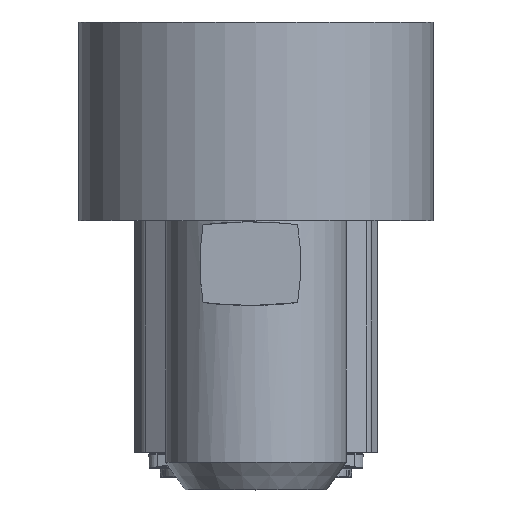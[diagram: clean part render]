
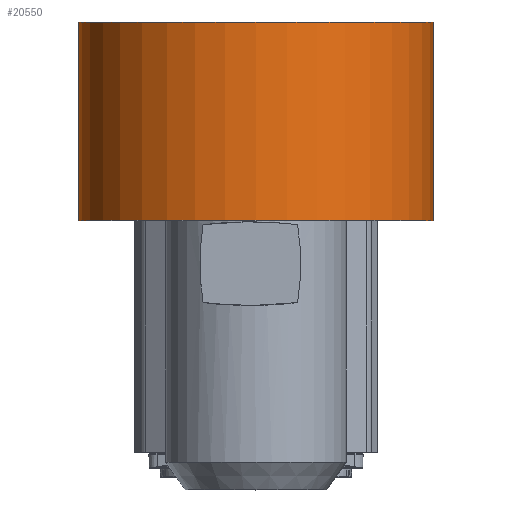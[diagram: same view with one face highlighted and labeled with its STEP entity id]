
A CAD part, top view. The second image highlights one B-rep face of the part: STEP entity #20550.
In plain terms, the highlighted cylindrical face has radius 307.5 mm (diameter 615 mm), a partial arc.
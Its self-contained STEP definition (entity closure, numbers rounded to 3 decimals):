
#1950=CARTESIAN_POINT('',(0.,-143.3,0.));
#1951=DIRECTION('',(0.,1.,0.));
#1952=DIRECTION('',(-1.,0.,0.));
#1953=AXIS2_PLACEMENT_3D('',#1950,#1951,#1952);
#2183=DIRECTION('',(0.,-1.,0.));
#2184=VECTOR('',#2183,344.4);
#2185=CARTESIAN_POINT('',(-307.5,201.1,0.));
#2186=LINE('',#2185,#2184);
#6453=DIRECTION('',(0.,-1.,0.));
#6454=VECTOR('',#6453,344.4);
#6455=CARTESIAN_POINT('',(307.5,201.1,0.));
#6456=LINE('',#6455,#6454);
#6457=CARTESIAN_POINT('',(0.,201.1,0.));
#6458=DIRECTION('',(0.,-1.,0.));
#6459=DIRECTION('',(1.,0.,0.));
#6460=AXIS2_PLACEMENT_3D('',#6457,#6458,#6459);
#8042=CARTESIAN_POINT('',(-307.5,-143.3,0.));
#8043=CARTESIAN_POINT('',(307.5,-143.3,0.));
#8044=VERTEX_POINT('',#8042);
#8045=VERTEX_POINT('',#8043);
#8129=CARTESIAN_POINT('',(307.5,201.1,0.));
#8130=VERTEX_POINT('',#8129);
#8131=CARTESIAN_POINT('',(-307.5,201.1,0.));
#8132=VERTEX_POINT('',#8131);
#20538=CARTESIAN_POINT('',(0.,201.1,0.));
#20539=DIRECTION('',(0.,1.,0.));
#20540=DIRECTION('',(-1.,0.,0.));
#20541=AXIS2_PLACEMENT_3D('',#20538,#20539,#20540);
#20542=CYLINDRICAL_SURFACE('',#20541,307.5);
#20544=ORIENTED_EDGE('',*,*,#20543,.F.);
#20545=ORIENTED_EDGE('',*,*,#13297,.T.);
#20546=ORIENTED_EDGE('',*,*,#13083,.F.);
#20547=ORIENTED_EDGE('',*,*,#13301,.F.);
#20548=EDGE_LOOP('',(#20544,#20545,#20546,#20547));
#20549=FACE_OUTER_BOUND('',#20548,.F.);
#20550=ADVANCED_FACE('',(#20549),#20542,.T.);
#1954=CIRCLE('',#1953,307.5);
#6461=CIRCLE('',#6460,307.5);
#13083=EDGE_CURVE('',#8044,#8045,#1954,.T.);
#13297=EDGE_CURVE('',#8130,#8045,#6456,.T.);
#13301=EDGE_CURVE('',#8132,#8044,#2186,.T.);
#20543=EDGE_CURVE('',#8130,#8132,#6461,.T.);
